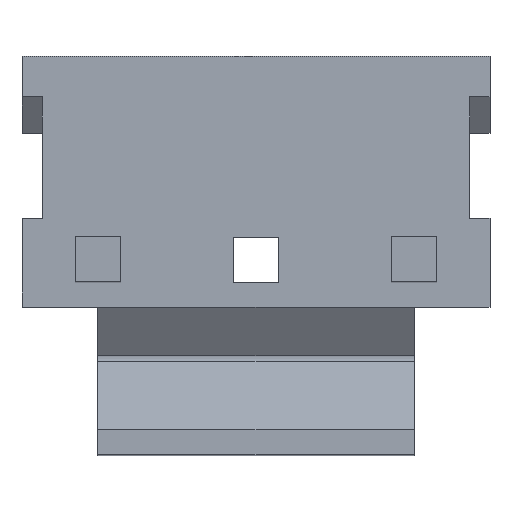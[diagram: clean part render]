
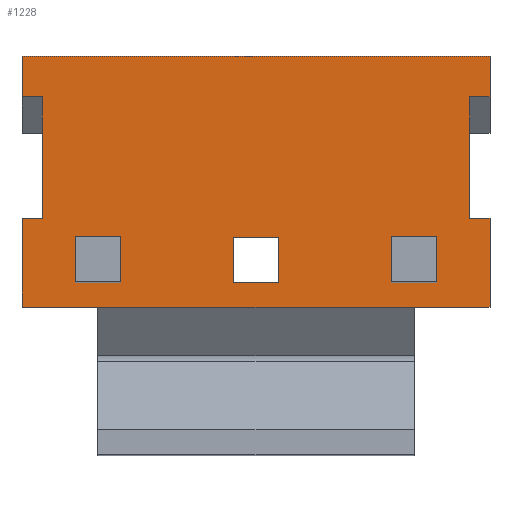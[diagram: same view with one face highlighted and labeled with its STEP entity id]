
A CAD part, top view. The second image highlights one B-rep face of the part: STEP entity #1228.
In plain terms, the highlighted planar face has unit normal (0, 0, 1).
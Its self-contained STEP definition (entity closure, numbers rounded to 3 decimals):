
#391=CARTESIAN_POINT('',(4.534,-0.571,2.794));
#392=VERTEX_POINT('',#391);
#399=CARTESIAN_POINT('',(4.534,0.572,2.794));
#400=VERTEX_POINT('',#399);
#401=CARTESIAN_POINT('',(4.534,0.572,2.794));
#402=DIRECTION('',(0.0,-1.0,0.0));
#403=VECTOR('',#402,1.143);
#404=LINE('',#401,#403);
#405=EDGE_CURVE('',#400,#392,#404,.T.);
#430=CARTESIAN_POINT('',(3.391,0.572,2.794));
#431=VERTEX_POINT('',#430);
#432=CARTESIAN_POINT('',(4.534,0.572,2.794));
#433=DIRECTION('',(-1.0,0.0,0.0));
#434=VECTOR('',#433,1.143);
#435=LINE('',#432,#434);
#436=EDGE_CURVE('',#400,#431,#435,.T.);
#461=CARTESIAN_POINT('',(3.391,-0.571,2.794));
#462=VERTEX_POINT('',#461);
#463=CARTESIAN_POINT('',(3.391,0.572,2.794));
#464=DIRECTION('',(0.0,-1.0,0.0));
#465=VECTOR('',#464,1.143);
#466=LINE('',#463,#465);
#467=EDGE_CURVE('',#431,#462,#466,.T.);
#490=CARTESIAN_POINT('',(4.534,-0.571,2.794));
#491=DIRECTION('',(-1.0,0.0,0.0));
#492=VECTOR('',#491,1.143);
#493=LINE('',#490,#492);
#494=EDGE_CURVE('',#392,#462,#493,.T.);
#515=CARTESIAN_POINT('',(0.572,-0.572,2.794));
#516=VERTEX_POINT('',#515);
#523=CARTESIAN_POINT('',(0.572,0.572,2.794));
#524=VERTEX_POINT('',#523);
#525=CARTESIAN_POINT('',(0.572,0.572,2.794));
#526=DIRECTION('',(0.0,-1.0,0.0));
#527=VECTOR('',#526,1.143);
#528=LINE('',#525,#527);
#529=EDGE_CURVE('',#524,#516,#528,.T.);
#554=CARTESIAN_POINT('',(-0.572,0.572,2.794));
#555=VERTEX_POINT('',#554);
#556=CARTESIAN_POINT('',(0.572,0.572,2.794));
#557=DIRECTION('',(-1.0,0.0,0.0));
#558=VECTOR('',#557,1.143);
#559=LINE('',#556,#558);
#560=EDGE_CURVE('',#524,#555,#559,.T.);
#585=CARTESIAN_POINT('',(-0.572,-0.572,2.794));
#586=VERTEX_POINT('',#585);
#587=CARTESIAN_POINT('',(-0.572,0.572,2.794));
#588=DIRECTION('',(0.0,-1.0,0.0));
#589=VECTOR('',#588,1.143);
#590=LINE('',#587,#589);
#591=EDGE_CURVE('',#555,#586,#590,.T.);
#614=CARTESIAN_POINT('',(0.572,-0.572,2.794));
#615=DIRECTION('',(-1.0,0.0,0.0));
#616=VECTOR('',#615,1.143);
#617=LINE('',#614,#616);
#618=EDGE_CURVE('',#516,#586,#617,.T.);
#629=CARTESIAN_POINT('',(-3.391,-0.572,2.794));
#630=VERTEX_POINT('',#629);
#631=CARTESIAN_POINT('',(-4.534,-0.572,2.794));
#632=VERTEX_POINT('',#631);
#633=CARTESIAN_POINT('',(-3.391,-0.572,2.794));
#634=DIRECTION('',(-1.0,0.0,0.0));
#635=VECTOR('',#634,1.143);
#636=LINE('',#633,#635);
#637=EDGE_CURVE('',#630,#632,#636,.T.);
#669=CARTESIAN_POINT('',(-3.391,0.572,2.794));
#670=VERTEX_POINT('',#669);
#671=CARTESIAN_POINT('',(-3.391,0.572,2.794));
#672=DIRECTION('',(0.0,-1.0,0.0));
#673=VECTOR('',#672,1.143);
#674=LINE('',#671,#673);
#675=EDGE_CURVE('',#670,#630,#674,.T.);
#700=CARTESIAN_POINT('',(-4.534,0.572,2.794));
#701=VERTEX_POINT('',#700);
#702=CARTESIAN_POINT('',(-4.534,0.572,2.794));
#703=DIRECTION('',(0.0,-1.0,0.0));
#704=VECTOR('',#703,1.143);
#705=LINE('',#702,#704);
#706=EDGE_CURVE('',#701,#632,#705,.T.);
#731=CARTESIAN_POINT('',(-3.391,0.572,2.794));
#732=DIRECTION('',(-1.0,0.0,0.0));
#733=VECTOR('',#732,1.143);
#734=LINE('',#731,#733);
#735=EDGE_CURVE('',#670,#701,#734,.T.);
#811=CARTESIAN_POINT('',(5.867,5.105,2.794));
#812=VERTEX_POINT('',#811);
#819=CARTESIAN_POINT('',(5.867,4.089,2.794));
#820=VERTEX_POINT('',#819);
#821=CARTESIAN_POINT('',(5.867,4.089,2.794));
#822=DIRECTION('',(0.0,1.0,0.0));
#823=VECTOR('',#822,1.016);
#824=LINE('',#821,#823);
#825=EDGE_CURVE('',#820,#812,#824,.T.);
#841=CARTESIAN_POINT('',(5.867,-1.181,2.794));
#842=VERTEX_POINT('',#841);
#843=CARTESIAN_POINT('',(5.867,1.041,2.794));
#844=VERTEX_POINT('',#843);
#845=CARTESIAN_POINT('',(5.867,-1.181,2.794));
#846=DIRECTION('',(0.0,1.0,0.0));
#847=VECTOR('',#846,2.222);
#848=LINE('',#845,#847);
#849=EDGE_CURVE('',#842,#844,#848,.T.);
#881=CARTESIAN_POINT('',(5.359,4.089,2.794));
#882=VERTEX_POINT('',#881);
#883=CARTESIAN_POINT('',(5.867,4.089,2.794));
#884=DIRECTION('',(-1.0,0.0,0.0));
#885=VECTOR('',#884,0.508);
#886=LINE('',#883,#885);
#887=EDGE_CURVE('',#820,#882,#886,.T.);
#1116=CARTESIAN_POINT('',(6.454,-1.495,2.794));
#1117=DIRECTION('',(0.0,0.0,1.0));
#1118=DIRECTION('',(0.0,1.0,0.0));
#1119=AXIS2_PLACEMENT_3D('',#1116,#1117,#1118);
#1120=PLANE('',#1119);
#1121=ORIENTED_EDGE('',*,*,#825,.T.);
#1122=CARTESIAN_POINT('',(-5.867,5.105,2.794));
#1123=VERTEX_POINT('',#1122);
#1124=CARTESIAN_POINT('',(5.867,5.105,2.794));
#1125=DIRECTION('',(-1.0,0.0,0.0));
#1126=VECTOR('',#1125,11.735);
#1127=LINE('',#1124,#1126);
#1128=EDGE_CURVE('',#812,#1123,#1127,.T.);
#1129=ORIENTED_EDGE('',*,*,#1128,.T.);
#1130=CARTESIAN_POINT('',(-5.867,4.089,2.794));
#1131=VERTEX_POINT('',#1130);
#1132=CARTESIAN_POINT('',(-5.867,4.089,2.794));
#1133=DIRECTION('',(0.0,1.0,0.0));
#1134=VECTOR('',#1133,1.016);
#1135=LINE('',#1132,#1134);
#1136=EDGE_CURVE('',#1131,#1123,#1135,.T.);
#1137=ORIENTED_EDGE('',*,*,#1136,.F.);
#1138=CARTESIAN_POINT('',(-5.359,4.089,2.794));
#1139=VERTEX_POINT('',#1138);
#1140=CARTESIAN_POINT('',(-5.867,4.089,2.794));
#1141=DIRECTION('',(1.0,0.0,0.0));
#1142=VECTOR('',#1141,0.508);
#1143=LINE('',#1140,#1142);
#1144=EDGE_CURVE('',#1131,#1139,#1143,.T.);
#1145=ORIENTED_EDGE('',*,*,#1144,.T.);
#1146=CARTESIAN_POINT('',(-5.359,1.041,2.794));
#1147=VERTEX_POINT('',#1146);
#1148=CARTESIAN_POINT('',(-5.359,1.041,2.794));
#1149=DIRECTION('',(0.0,1.0,0.0));
#1150=VECTOR('',#1149,3.048);
#1151=LINE('',#1148,#1150);
#1152=EDGE_CURVE('',#1147,#1139,#1151,.T.);
#1153=ORIENTED_EDGE('',*,*,#1152,.F.);
#1154=CARTESIAN_POINT('',(-5.867,1.041,2.794));
#1155=VERTEX_POINT('',#1154);
#1156=CARTESIAN_POINT('',(-5.867,1.041,2.794));
#1157=DIRECTION('',(1.0,0.0,0.0));
#1158=VECTOR('',#1157,0.508);
#1159=LINE('',#1156,#1158);
#1160=EDGE_CURVE('',#1155,#1147,#1159,.T.);
#1161=ORIENTED_EDGE('',*,*,#1160,.F.);
#1162=CARTESIAN_POINT('',(-5.867,-1.181,2.794));
#1163=VERTEX_POINT('',#1162);
#1164=CARTESIAN_POINT('',(-5.867,-1.181,2.794));
#1165=DIRECTION('',(0.0,1.0,0.0));
#1166=VECTOR('',#1165,2.222);
#1167=LINE('',#1164,#1166);
#1168=EDGE_CURVE('',#1163,#1155,#1167,.T.);
#1169=ORIENTED_EDGE('',*,*,#1168,.F.);
#1170=CARTESIAN_POINT('',(-3.962,-1.181,2.794));
#1171=VERTEX_POINT('',#1170);
#1172=CARTESIAN_POINT('',(-3.962,-1.181,2.794));
#1173=DIRECTION('',(-1.0,0.0,0.0));
#1174=VECTOR('',#1173,1.905);
#1175=LINE('',#1172,#1174);
#1176=EDGE_CURVE('',#1171,#1163,#1175,.T.);
#1177=ORIENTED_EDGE('',*,*,#1176,.F.);
#1178=CARTESIAN_POINT('',(3.962,-1.181,2.794));
#1179=VERTEX_POINT('',#1178);
#1180=CARTESIAN_POINT('',(3.962,-1.181,2.794));
#1181=DIRECTION('',(-1.0,0.0,0.0));
#1182=VECTOR('',#1181,7.925);
#1183=LINE('',#1180,#1182);
#1184=EDGE_CURVE('',#1179,#1171,#1183,.T.);
#1185=ORIENTED_EDGE('',*,*,#1184,.F.);
#1186=CARTESIAN_POINT('',(5.867,-1.181,2.794));
#1187=DIRECTION('',(-1.0,0.0,0.0));
#1188=VECTOR('',#1187,1.905);
#1189=LINE('',#1186,#1188);
#1190=EDGE_CURVE('',#842,#1179,#1189,.T.);
#1191=ORIENTED_EDGE('',*,*,#1190,.F.);
#1192=ORIENTED_EDGE('',*,*,#849,.T.);
#1193=CARTESIAN_POINT('',(5.359,1.041,2.794));
#1194=VERTEX_POINT('',#1193);
#1195=CARTESIAN_POINT('',(5.867,1.041,2.794));
#1196=DIRECTION('',(-1.0,0.0,0.0));
#1197=VECTOR('',#1196,0.508);
#1198=LINE('',#1195,#1197);
#1199=EDGE_CURVE('',#844,#1194,#1198,.T.);
#1200=ORIENTED_EDGE('',*,*,#1199,.T.);
#1201=CARTESIAN_POINT('',(5.359,4.089,2.794));
#1202=DIRECTION('',(0.0,-1.0,0.0));
#1203=VECTOR('',#1202,3.048);
#1204=LINE('',#1201,#1203);
#1205=EDGE_CURVE('',#882,#1194,#1204,.T.);
#1206=ORIENTED_EDGE('',*,*,#1205,.F.);
#1207=ORIENTED_EDGE('',*,*,#887,.F.);
#1208=EDGE_LOOP('',(#1121,#1129,#1137,#1145,#1153,#1161,#1169,#1177,#1185,#1191,#1192,#1200,#1206,#1207));
#1209=FACE_OUTER_BOUND('',#1208,.T.);
#1210=ORIENTED_EDGE('',*,*,#637,.T.);
#1211=ORIENTED_EDGE('',*,*,#706,.F.);
#1212=ORIENTED_EDGE('',*,*,#735,.F.);
#1213=ORIENTED_EDGE('',*,*,#675,.T.);
#1214=EDGE_LOOP('',(#1210,#1211,#1212,#1213));
#1215=FACE_BOUND('',#1214,.T.);
#1216=ORIENTED_EDGE('',*,*,#618,.T.);
#1217=ORIENTED_EDGE('',*,*,#591,.F.);
#1218=ORIENTED_EDGE('',*,*,#560,.F.);
#1219=ORIENTED_EDGE('',*,*,#529,.T.);
#1220=EDGE_LOOP('',(#1216,#1217,#1218,#1219));
#1221=FACE_BOUND('',#1220,.T.);
#1222=ORIENTED_EDGE('',*,*,#494,.T.);
#1223=ORIENTED_EDGE('',*,*,#467,.F.);
#1224=ORIENTED_EDGE('',*,*,#436,.F.);
#1225=ORIENTED_EDGE('',*,*,#405,.T.);
#1226=EDGE_LOOP('',(#1222,#1223,#1224,#1225));
#1227=FACE_BOUND('',#1226,.T.);
#1228=ADVANCED_FACE('',(#1209,#1215,#1221,#1227),#1120,.T.);
